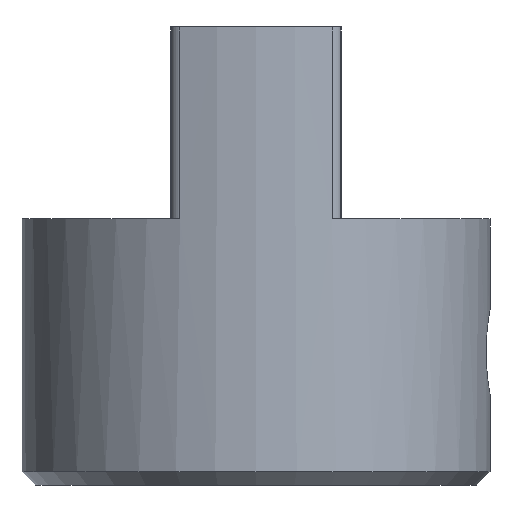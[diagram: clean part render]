
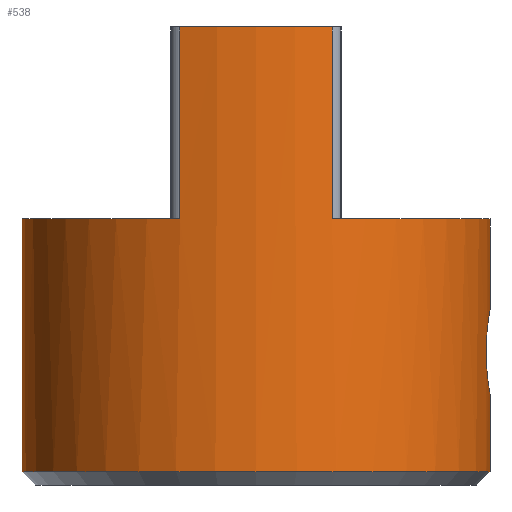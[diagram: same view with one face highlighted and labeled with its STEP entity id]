
A CAD part, front view. The second image highlights one B-rep face of the part: STEP entity #538.
In plain terms, the highlighted cylindrical face has radius 13.716 mm (diameter 27.432 mm), a partial arc.
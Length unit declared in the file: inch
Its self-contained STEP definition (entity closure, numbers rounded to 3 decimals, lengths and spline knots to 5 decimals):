
#275=CARTESIAN_POINT('',(-0.54,0.,0.031));
#276=VERTEX_POINT('',#275);
#285=CARTESIAN_POINT('',(0.54,0.0,0.031));
#286=VERTEX_POINT('',#285);
#369=CARTESIAN_POINT('',(-0.17561,-0.51065,0.614));
#370=VERTEX_POINT('',#369);
#378=CARTESIAN_POINT('',(-0.17561,-0.51065,1.057));
#379=VERTEX_POINT('',#378);
#380=CARTESIAN_POINT('',(-0.17561,-0.51065,0.614));
#381=DIRECTION('',(0.0,0.0,1.0));
#382=VECTOR('',#381,0.443);
#383=LINE('',#380,#382);
#384=EDGE_CURVE('',#370,#379,#383,.T.);
#438=CARTESIAN_POINT('',(0.0,0.0,0.0));
#439=DIRECTION('',(0.0,0.0,1.0));
#440=DIRECTION('',(-1.0,0.0,0.0));
#441=AXIS2_PLACEMENT_3D('',#438,#439,#440);
#442=CYLINDRICAL_SURFACE('',#441,0.54);
#443=CARTESIAN_POINT('',(-0.54,0.,0.614));
#444=VERTEX_POINT('',#443);
#445=CARTESIAN_POINT('',(-0.54,0.,0.031));
#446=DIRECTION('',(0.0,0.0,1.0));
#447=VECTOR('',#446,0.583);
#448=LINE('',#445,#447);
#449=EDGE_CURVE('',#276,#444,#448,.T.);
#450=ORIENTED_EDGE('',*,*,#449,.F.);
#451=CARTESIAN_POINT('',(0.0,0.0,0.031));
#452=DIRECTION('',(0.0,0.0,-1.0));
#453=DIRECTION('',(-1.0,0.0,0.0));
#454=AXIS2_PLACEMENT_3D('',#451,#452,#453);
#455=CIRCLE('',#454,0.54);
#456=EDGE_CURVE('',#286,#276,#455,.T.);
#457=ORIENTED_EDGE('',*,*,#456,.F.);
#458=CARTESIAN_POINT('',(0.54,0.,0.209));
#459=VERTEX_POINT('',#458);
#460=CARTESIAN_POINT('',(0.54,0.,0.209));
#461=DIRECTION('',(0.0,0.0,-1.0));
#462=VECTOR('',#461,0.178);
#463=LINE('',#460,#462);
#464=EDGE_CURVE('',#459,#286,#463,.T.);
#465=ORIENTED_EDGE('',*,*,#464,.F.);
#466=CARTESIAN_POINT('',(0.53115,-0.09735,0.307));
#467=VERTEX_POINT('',#466);
#468=CARTESIAN_POINT('',(0.54,0.,0.209));
#469=CARTESIAN_POINT('',(0.54,-0.01215,0.20908));
#470=CARTESIAN_POINT('',(0.53955,-0.02504,0.21156));
#471=CARTESIAN_POINT('',(0.53791,-0.04896,0.22148));
#472=CARTESIAN_POINT('',(0.53673,-0.05996,0.22902));
#473=CARTESIAN_POINT('',(0.53451,-0.07734,0.24639));
#474=CARTESIAN_POINT('',(0.53331,-0.08487,0.25739));
#475=CARTESIAN_POINT('',(0.53162,-0.09488,0.28153));
#476=CARTESIAN_POINT('',(0.53115,-0.09735,0.29467));
#477=CARTESIAN_POINT('',(0.53115,-0.09735,0.307));
#478=B_SPLINE_CURVE_WITH_KNOTS('',3,(#468,#469,#470,#471,#472,#473,#474,#475,#476,#477),.UNSPECIFIED.,.F.,.U.,(4,2,2,2,4),(0.37761,0.46995,0.56393,0.65792,0.75191),.UNSPECIFIED.);
#479=EDGE_CURVE('',#459,#467,#478,.T.);
#480=ORIENTED_EDGE('',*,*,#479,.T.);
#481=CARTESIAN_POINT('',(0.54,0.,0.405));
#482=VERTEX_POINT('',#481);
#483=CARTESIAN_POINT('',(0.53115,-0.09735,0.307));
#484=CARTESIAN_POINT('',(0.53115,-0.09735,0.31933));
#485=CARTESIAN_POINT('',(0.53162,-0.09488,0.33247));
#486=CARTESIAN_POINT('',(0.53331,-0.08487,0.35661));
#487=CARTESIAN_POINT('',(0.53451,-0.07734,0.36761));
#488=CARTESIAN_POINT('',(0.53673,-0.05997,0.38498));
#489=CARTESIAN_POINT('',(0.53791,-0.04896,0.39252));
#490=CARTESIAN_POINT('',(0.53955,-0.02504,0.40244));
#491=CARTESIAN_POINT('',(0.54,-0.01215,0.40492));
#492=CARTESIAN_POINT('',(0.54,0.,0.405));
#493=B_SPLINE_CURVE_WITH_KNOTS('',3,(#483,#484,#485,#486,#487,#488,#489,#490,#491,#492),.UNSPECIFIED.,.F.,.U.,(4,2,2,2,4),(0.75191,0.8459,0.93989,1.03387,1.12622),.UNSPECIFIED.);
#494=EDGE_CURVE('',#467,#482,#493,.T.);
#495=ORIENTED_EDGE('',*,*,#494,.T.);
#496=CARTESIAN_POINT('',(0.54,0.,0.614));
#497=VERTEX_POINT('',#496);
#498=CARTESIAN_POINT('',(0.54,0.,0.614));
#499=DIRECTION('',(0.0,0.0,-1.0));
#500=VECTOR('',#499,0.209);
#501=LINE('',#498,#500);
#502=EDGE_CURVE('',#497,#482,#501,.T.);
#503=ORIENTED_EDGE('',*,*,#502,.F.);
#504=CARTESIAN_POINT('',(0.17561,-0.51065,0.614));
#505=VERTEX_POINT('',#504);
#506=CARTESIAN_POINT('',(0.0,0.0,0.614));
#507=DIRECTION('',(0.0,0.0,1.0));
#508=DIRECTION('',(-1.0,0.0,0.0));
#509=AXIS2_PLACEMENT_3D('',#506,#507,#508);
#510=CIRCLE('',#509,0.54);
#511=EDGE_CURVE('',#505,#497,#510,.T.);
#512=ORIENTED_EDGE('',*,*,#511,.F.);
#513=CARTESIAN_POINT('',(0.17561,-0.51065,1.057));
#514=VERTEX_POINT('',#513);
#515=CARTESIAN_POINT('',(0.17561,-0.51065,1.057));
#516=DIRECTION('',(0.0,0.0,-1.0));
#517=VECTOR('',#516,0.443);
#518=LINE('',#515,#517);
#519=EDGE_CURVE('',#514,#505,#518,.T.);
#520=ORIENTED_EDGE('',*,*,#519,.F.);
#521=CARTESIAN_POINT('',(0.0,0.0,1.057));
#522=DIRECTION('',(0.0,0.0,-1.0));
#523=DIRECTION('',(1.0,0.0,0.0));
#524=AXIS2_PLACEMENT_3D('',#521,#522,#523);
#525=CIRCLE('',#524,0.54);
#526=EDGE_CURVE('',#514,#379,#525,.T.);
#527=ORIENTED_EDGE('',*,*,#526,.T.);
#528=ORIENTED_EDGE('',*,*,#384,.F.);
#529=CARTESIAN_POINT('',(0.0,0.0,0.614));
#530=DIRECTION('',(0.0,0.0,1.0));
#531=DIRECTION('',(-1.0,0.0,0.0));
#532=AXIS2_PLACEMENT_3D('',#529,#530,#531);
#533=CIRCLE('',#532,0.54);
#534=EDGE_CURVE('',#444,#370,#533,.T.);
#535=ORIENTED_EDGE('',*,*,#534,.F.);
#536=EDGE_LOOP('',(#450,#457,#465,#480,#495,#503,#512,#520,#527,#528,#535));
#537=FACE_OUTER_BOUND('',#536,.T.);
#538=ADVANCED_FACE('',(#537),#442,.T.);
